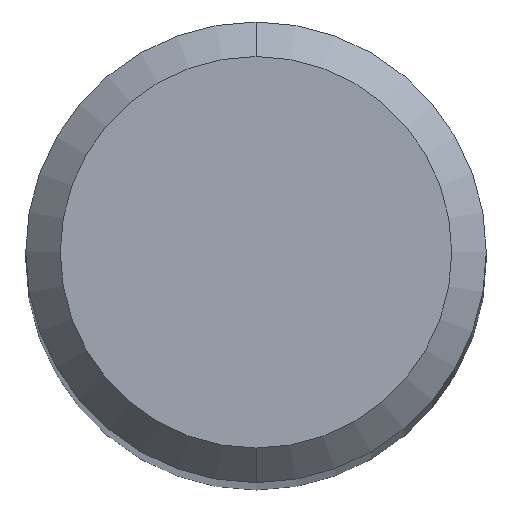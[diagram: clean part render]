
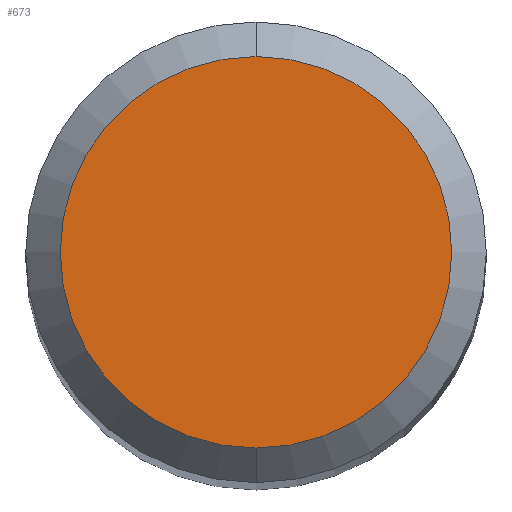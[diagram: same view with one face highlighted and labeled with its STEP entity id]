
A CAD part, top view. The second image highlights one B-rep face of the part: STEP entity #673.
In plain terms, the highlighted planar face has unit normal (0, 0, 1).
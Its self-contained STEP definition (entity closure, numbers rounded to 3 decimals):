
#403=EDGE_CURVE('',#953,#605,#1070,.T.);
#605=VERTEX_POINT('',#1290);
#673=ADVANCED_FACE('',(#1369),#1370,.T.);
#805=EDGE_CURVE('',#605,#953,#1512,.T.);
#953=VERTEX_POINT('',#1672);
#1070=CIRCLE('',#1970,1.7);
#1290=CARTESIAN_POINT('',(0.,-1.7,0.0));
#1369=FACE_OUTER_BOUND('',#3069,.T.);
#1370=PLANE('',#3070);
#1512=CIRCLE('',#3735,1.7);
#1672=CARTESIAN_POINT('',(0.0,1.7,0.0));
#1970=AXIS2_PLACEMENT_3D('',#4454,#4455,#4456);
#3069=EDGE_LOOP('',(#4834,#4835));
#3070=AXIS2_PLACEMENT_3D('',#4836,#4837,#4838);
#3735=AXIS2_PLACEMENT_3D('',#4959,#4960,#4961);
#4454=CARTESIAN_POINT('',(0.0,0.0,0.0));
#4455=DIRECTION('',(0.0,0.0,-1.0));
#4456=DIRECTION('',(0.0,1.0,0.0));
#4834=ORIENTED_EDGE('',*,*,#403,.F.);
#4835=ORIENTED_EDGE('',*,*,#805,.F.);
#4836=CARTESIAN_POINT('',(0.0,0.85,0.0));
#4837=DIRECTION('',(-0.0,0.0,1.0));
#4838=DIRECTION('',(0.0,-1.0,0.0));
#4959=CARTESIAN_POINT('',(0.0,0.0,0.0));
#4960=DIRECTION('',(0.0,0.0,-1.0));
#4961=DIRECTION('',(0.0,1.0,0.0));
